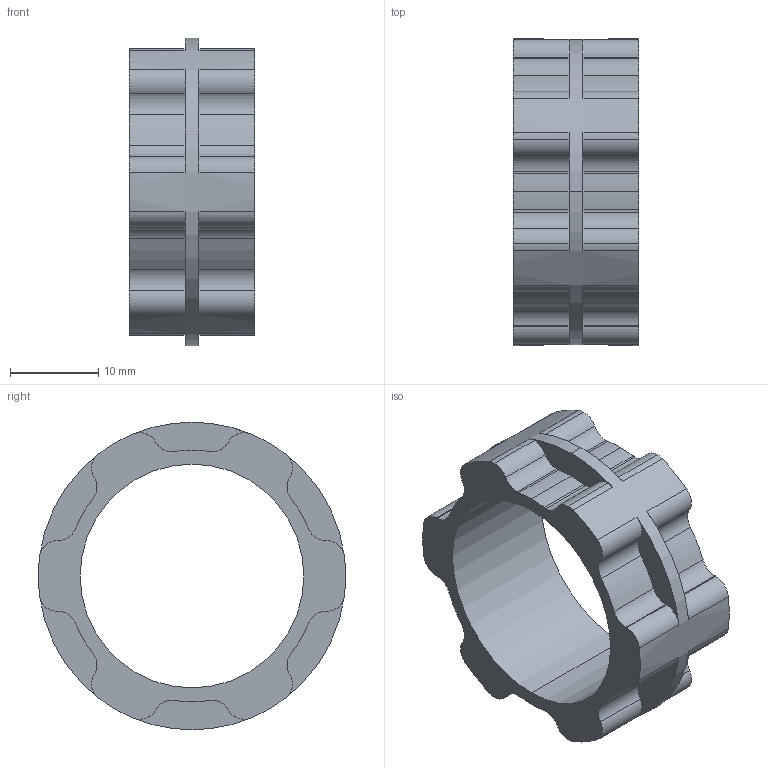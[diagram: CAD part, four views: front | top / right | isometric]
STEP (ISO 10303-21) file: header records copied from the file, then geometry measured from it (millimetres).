
FILE_DESCRIPTION (( 'STEP AP203' ), '1' );
FILE_NAME ('REV-21-2384.STEP', '2022-06-10T14:42:44', ( '' ), ( '' ), 'SwSTEP 2.0', 'SolidWorks 2022', '' );
FILE_SCHEMA (( 'CONFIG_CONTROL_DESIGN' ));
Length unit declared in the file: inch
Products named in the file (1): REV-21-2384
Bounding box: 14.29 x 34.89 x 34.92 mm (x, y, z)
Volume: 4358.4 mm3; surface area: 3710 mm2
Topology: 1 solids, 1 shells, 96 faces, 282 edges, 188 vertices
Faces by surface type: cylinder 82, plane 14
Entity records: 3397 total; most frequent: DIRECTION 664, CARTESIAN_POINT 567, ORIENTED_EDGE 564, AXIS2_PLACEMENT_3D 285, EDGE_CURVE 282, VERTEX_POINT 188, CIRCLE 188, EDGE_LOOP 98
